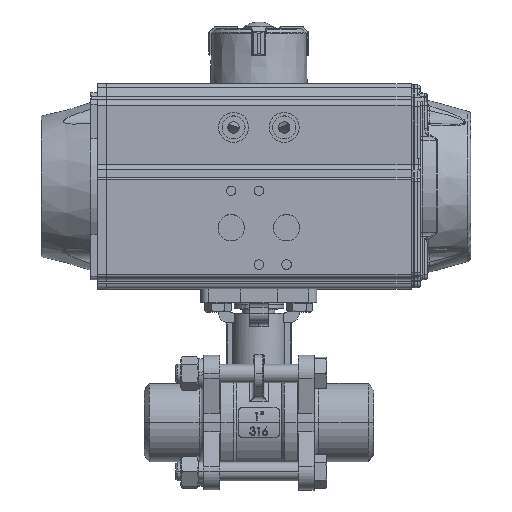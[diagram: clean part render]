
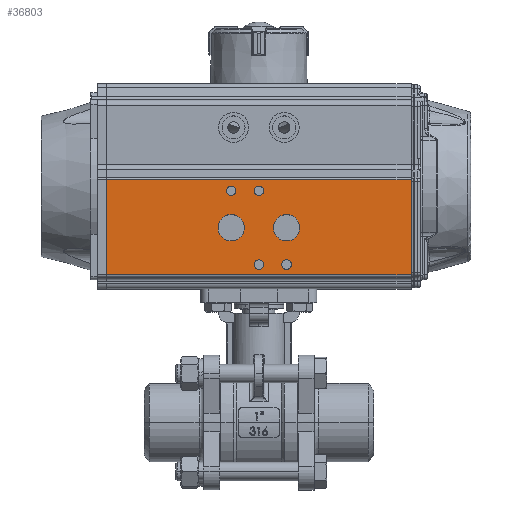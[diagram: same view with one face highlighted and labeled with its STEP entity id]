
A CAD part, top view. The second image highlights one B-rep face of the part: STEP entity #36803.
In plain terms, the highlighted face is planar.
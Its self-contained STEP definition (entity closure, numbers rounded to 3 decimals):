
#1963=B_SPLINE_CURVE_WITH_KNOTS('',3,(#93814,#93815,#93816,#93817),
 .UNSPECIFIED.,.F.,.F.,(4,4),(0.,1.),.UNSPECIFIED.);
#1967=B_SPLINE_CURVE_WITH_KNOTS('',3,(#94066,#94067,#94068,#94069),
 .UNSPECIFIED.,.F.,.F.,(4,4),(0.,1.),
 .UNSPECIFIED.);
#3271=PLANE('',#40834);
#5113=CIRCLE('',#40730,5.723);
#5115=CIRCLE('',#40733,5.723);
#5117=CIRCLE('',#40736,2.067);
#5119=CIRCLE('',#40739,2.067);
#5121=CIRCLE('',#40742,2.067);
#5123=CIRCLE('',#40745,2.067);
#15770=ORIENTED_EDGE('',*,*,#21069,.F.);
#15771=ORIENTED_EDGE('',*,*,#21140,.T.);
#15772=ORIENTED_EDGE('',*,*,#21114,.T.);
#15773=ORIENTED_EDGE('',*,*,#21044,.T.);
#15774=ORIENTED_EDGE('',*,*,#21045,.T.);
#15775=ORIENTED_EDGE('',*,*,#21047,.T.);
#15776=ORIENTED_EDGE('',*,*,#21049,.T.);
#15777=ORIENTED_EDGE('',*,*,#21051,.T.);
#15778=ORIENTED_EDGE('',*,*,#21053,.T.);
#15779=ORIENTED_EDGE('',*,*,#21055,.T.);
#21044=EDGE_CURVE('',#24551,#24554,#1963,.T.);
#21045=EDGE_CURVE('',#24555,#24555,#5113,.F.);
#21047=EDGE_CURVE('',#24557,#24557,#5115,.F.);
#21049=EDGE_CURVE('',#24559,#24559,#5117,.F.);
#21051=EDGE_CURVE('',#24561,#24561,#5119,.F.);
#21053=EDGE_CURVE('',#24563,#24563,#5121,.F.);
#21055=EDGE_CURVE('',#24565,#24565,#5123,.F.);
#21069=EDGE_CURVE('',#24593,#24554,#26549,.T.);
#21114=EDGE_CURVE('',#24637,#24551,#26571,.T.);
#21140=EDGE_CURVE('',#24593,#24637,#1967,.T.);
#24551=VERTEX_POINT('',#93808);
#24554=VERTEX_POINT('',#93813);
#24555=VERTEX_POINT('',#93820);
#24557=VERTEX_POINT('',#93825);
#24559=VERTEX_POINT('',#93830);
#24561=VERTEX_POINT('',#93835);
#24563=VERTEX_POINT('',#93840);
#24565=VERTEX_POINT('',#93845);
#24593=VERTEX_POINT('',#93914);
#24637=VERTEX_POINT('',#94005);
#26549=LINE('',#93915,#28503);
#26571=LINE('',#94004,#28525);
#28503=VECTOR('',#49878,1000.);
#28525=VECTOR('',#49948,1000.);
#31185=EDGE_LOOP('',(#15770,#15771,#15772,#15773));
#31186=EDGE_LOOP('',(#15774));
#31187=EDGE_LOOP('',(#15775));
#31188=EDGE_LOOP('',(#15776));
#31189=EDGE_LOOP('',(#15777));
#31190=EDGE_LOOP('',(#15778));
#31191=EDGE_LOOP('',(#15779));
#33867=FACE_BOUND('',#31185,.T.);
#33868=FACE_BOUND('',#31186,.T.);
#33869=FACE_BOUND('',#31187,.T.);
#33870=FACE_BOUND('',#31188,.T.);
#33871=FACE_BOUND('',#31189,.T.);
#33872=FACE_BOUND('',#31190,.T.);
#33873=FACE_BOUND('',#31191,.T.);
#36803=ADVANCED_FACE('',(#33867,#33868,#33869,#33870,#33871,#33872,#33873),
#3271,.T.);
#40730=AXIS2_PLACEMENT_3D('',#93819,#49766,#49767);
#40733=AXIS2_PLACEMENT_3D('',#93824,#49772,#49773);
#40736=AXIS2_PLACEMENT_3D('',#93829,#49778,#49779);
#40739=AXIS2_PLACEMENT_3D('',#93834,#49784,#49785);
#40742=AXIS2_PLACEMENT_3D('',#93839,#49790,#49791);
#40745=AXIS2_PLACEMENT_3D('',#93844,#49796,#49797);
#40834=AXIS2_PLACEMENT_3D('',#94065,#50019,#50020);
#49766=DIRECTION('',(1.,0.,0.));
#49767=DIRECTION('',(0.,0.,-1.));
#49772=DIRECTION('',(1.,0.,0.));
#49773=DIRECTION('',(0.,0.,-1.));
#49778=DIRECTION('',(1.,0.,0.));
#49779=DIRECTION('',(0.,0.,-1.));
#49784=DIRECTION('',(1.,0.,0.));
#49785=DIRECTION('',(0.,0.,-1.));
#49790=DIRECTION('',(1.,0.,0.));
#49791=DIRECTION('',(0.,0.,-1.));
#49796=DIRECTION('',(1.,0.,0.));
#49797=DIRECTION('',(0.,0.,-1.));
#49878=DIRECTION('',(0.,1.,0.));
#49948=DIRECTION('',(0.,1.,0.));
#50019=DIRECTION('',(1.,0.,0.));
#50020=DIRECTION('',(0.,1.,0.));
#93808=CARTESIAN_POINT('',(47.,2.864,0.));
#93813=CARTESIAN_POINT('',(47.,2.864,132.));
#93814=CARTESIAN_POINT('',(47.,2.864,0.));
#93815=CARTESIAN_POINT('',(47.,2.864,44.));
#93816=CARTESIAN_POINT('',(47.,2.864,88.));
#93817=CARTESIAN_POINT('',(47.,2.864,132.));
#93819=CARTESIAN_POINT('',(47.,-17.971,54.));
#93820=CARTESIAN_POINT('',(47.,-17.971,48.278));
#93824=CARTESIAN_POINT('',(47.,-17.971,78.));
#93825=CARTESIAN_POINT('',(47.,-17.971,72.278));
#93829=CARTESIAN_POINT('',(47.,-33.971,54.));
#93830=CARTESIAN_POINT('',(47.,-33.971,51.933));
#93834=CARTESIAN_POINT('',(47.,-1.971,78.));
#93835=CARTESIAN_POINT('',(47.,-1.971,75.933));
#93839=CARTESIAN_POINT('',(47.,-1.971,66.));
#93840=CARTESIAN_POINT('',(47.,-1.971,63.933));
#93844=CARTESIAN_POINT('',(47.,-33.971,66.));
#93845=CARTESIAN_POINT('',(47.,-33.971,63.933));
#93914=CARTESIAN_POINT('',(47.,-38.493,132.));
#93915=CARTESIAN_POINT('',(47.,-2.42,132.));
#94004=CARTESIAN_POINT('',(47.,-38.493,0.));
#94005=CARTESIAN_POINT('',(47.,-38.493,0.));
#94065=CARTESIAN_POINT('',(47.,-38.493,0.));
#94066=CARTESIAN_POINT('',(47.,-38.493,132.));
#94067=CARTESIAN_POINT('',(47.,-38.493,88.));
#94068=CARTESIAN_POINT('',(47.,-38.493,44.));
#94069=CARTESIAN_POINT('',(47.,-38.493,0.));
